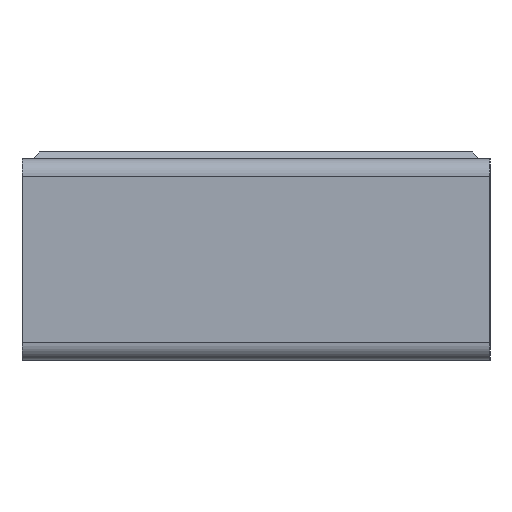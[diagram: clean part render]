
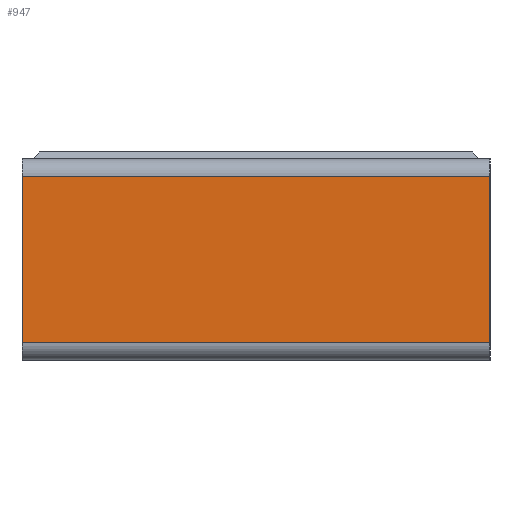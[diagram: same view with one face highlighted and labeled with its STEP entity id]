
A CAD part, left-side view. The second image highlights one B-rep face of the part: STEP entity #947.
In plain terms, the highlighted planar face has unit normal (-1, 0, 0).
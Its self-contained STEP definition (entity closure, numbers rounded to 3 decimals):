
#69=FACE_OUTER_BOUND('',#121,.T.);
#121=EDGE_LOOP('',(#741,#742,#743,#744));
#217=LINE('',#1441,#327);
#232=LINE('',#1478,#342);
#233=LINE('',#1481,#343);
#234=LINE('',#1482,#344);
#327=VECTOR('',#1169,1.);
#342=VECTOR('',#1198,1.);
#343=VECTOR('',#1201,1.);
#344=VECTOR('',#1202,1.);
#430=VERTEX_POINT('',#1438);
#431=VERTEX_POINT('',#1440);
#446=VERTEX_POINT('',#1476);
#447=VERTEX_POINT('',#1480);
#534=EDGE_CURVE('',#431,#430,#217,.T.);
#553=EDGE_CURVE('',#430,#446,#232,.T.);
#554=EDGE_CURVE('',#447,#446,#233,.T.);
#555=EDGE_CURVE('',#431,#447,#234,.T.);
#741=ORIENTED_EDGE('',*,*,#534,.T.);
#742=ORIENTED_EDGE('',*,*,#553,.T.);
#743=ORIENTED_EDGE('',*,*,#554,.F.);
#744=ORIENTED_EDGE('',*,*,#555,.F.);
#902=PLANE('',#1028);
#947=ADVANCED_FACE('',(#69),#902,.T.);
#1028=AXIS2_PLACEMENT_3D('',#1479,#1199,#1200);
#1169=DIRECTION('',(0.,0.,1.));
#1198=DIRECTION('',(0.,1.,0.));
#1199=DIRECTION('center_axis',(-1.,0.,0.));
#1200=DIRECTION('ref_axis',(0.,0.,1.));
#1201=DIRECTION('',(0.,0.,1.));
#1202=DIRECTION('',(0.,1.,0.));
#1438=CARTESIAN_POINT('',(-1.05,-0.675,0.53));
#1440=CARTESIAN_POINT('',(-1.05,-0.675,0.05));
#1441=CARTESIAN_POINT('',(-1.05,-0.675,0.05));
#1476=CARTESIAN_POINT('',(-1.05,0.675,0.53));
#1478=CARTESIAN_POINT('',(-1.05,-0.675,0.53));
#1479=CARTESIAN_POINT('Origin',(-1.05,-0.675,0.05));
#1480=CARTESIAN_POINT('',(-1.05,0.675,0.05));
#1481=CARTESIAN_POINT('',(-1.05,0.675,0.05));
#1482=CARTESIAN_POINT('',(-1.05,-0.675,0.05));
